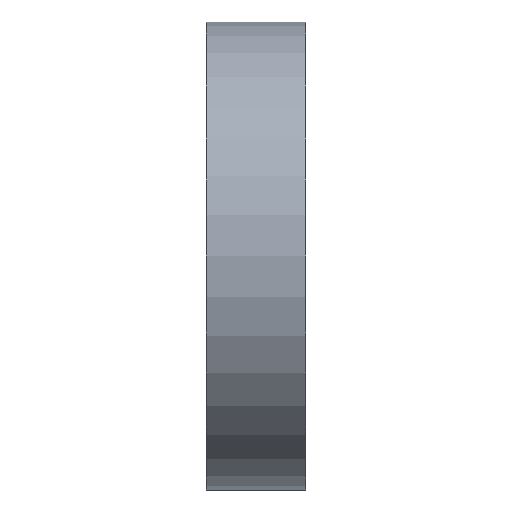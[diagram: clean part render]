
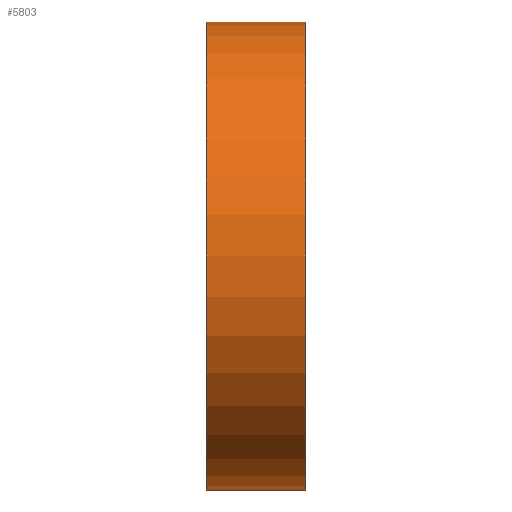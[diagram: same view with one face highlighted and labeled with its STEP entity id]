
A CAD part, left-side view. The second image highlights one B-rep face of the part: STEP entity #5803.
In plain terms, the highlighted cylindrical face has radius 15.008 mm (diameter 30.015 mm), a partial arc.
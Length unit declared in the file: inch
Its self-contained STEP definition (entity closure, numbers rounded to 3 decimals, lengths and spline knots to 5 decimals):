
#70 = VERTEX_POINT ( 'NONE', #2786 ) ;
#162 = EDGE_LOOP ( 'NONE', ( #8124, #1194, #3342, #784 ) ) ;
#237 = DIRECTION ( 'NONE',  ( 0., 0., 1. ) ) ;
#430 = DIRECTION ( 'NONE',  ( 0., 1., 0. ) ) ;
#587 = VERTEX_POINT ( 'NONE', #2110 ) ;
#784 = ORIENTED_EDGE ( 'NONE', *, *, #5148, .T. ) ;
#1039 = FACE_OUTER_BOUND ( 'NONE', #162, .T. ) ;
#1101 = EDGE_CURVE ( 'NONE', #7930, #70, #4995, .T. ) ;
#1194 = ORIENTED_EDGE ( 'NONE', *, *, #5200, .F. ) ;
#1726 = CIRCLE ( 'NONE', #3902, 0.59085 ) ;
#2110 = CARTESIAN_POINT ( 'NONE',  ( 0., 0., 0.59085 ) ) ;
#2786 = CARTESIAN_POINT ( 'NONE',  ( 0., 0.25, 0.59085 ) ) ;
#2984 = DIRECTION ( 'NONE',  ( 0., -1., 0. ) ) ;
#3342 = ORIENTED_EDGE ( 'NONE', *, *, #1101, .F. ) ;
#3902 = AXIS2_PLACEMENT_3D ( 'NONE', #4500, #430, #5193 ) ;
#3935 = VECTOR ( 'NONE', #7925, 39.37008 ) ;
#4304 = DIRECTION ( 'NONE',  ( 0., 1., 0. ) ) ;
#4447 = DIRECTION ( 'NONE',  ( 0., -1., 0. ) ) ;
#4500 = CARTESIAN_POINT ( 'NONE',  ( 0., 0., 0. ) ) ;
#4839 = EDGE_CURVE ( 'NONE', #5241, #587, #1726, .T. ) ;
#4959 = CARTESIAN_POINT ( 'NONE',  ( 0., 0.25, -0.59085 ) ) ;
#4995 = CIRCLE ( 'NONE', #8654, 0.59085 ) ;
#5131 = CARTESIAN_POINT ( 'NONE',  ( 0., 0.25, -0.59085 ) ) ;
#5148 = EDGE_CURVE ( 'NONE', #7930, #5241, #6144, .T. ) ;
#5193 = DIRECTION ( 'NONE',  ( 0., 0., 1. ) ) ;
#5200 = EDGE_CURVE ( 'NONE', #70, #587, #5737, .T. ) ;
#5241 = VERTEX_POINT ( 'NONE', #8647 ) ;
#5737 = LINE ( 'NONE', #6525, #3935 ) ;
#5803 = ADVANCED_FACE ( 'NONE', ( #1039 ), #6034, .T. ) ;
#6034 = CYLINDRICAL_SURFACE ( 'NONE', #8696, 0.59085 ) ;
#6144 = LINE ( 'NONE', #5131, #8406 ) ;
#6368 = DIRECTION ( 'NONE',  ( 0., 0., -1. ) ) ;
#6525 = CARTESIAN_POINT ( 'NONE',  ( 0., 0.25, 0.59085 ) ) ;
#7064 = CARTESIAN_POINT ( 'NONE',  ( 0., 0.25, 0. ) ) ;
#7925 = DIRECTION ( 'NONE',  ( 0., -1., 0. ) ) ;
#7930 = VERTEX_POINT ( 'NONE', #4959 ) ;
#8124 = ORIENTED_EDGE ( 'NONE', *, *, #4839, .T. ) ;
#8386 = CARTESIAN_POINT ( 'NONE',  ( 0., 0.25, 0. ) ) ;
#8406 = VECTOR ( 'NONE', #4447, 39.37008 ) ;
#8647 = CARTESIAN_POINT ( 'NONE',  ( 0., 0., -0.59085 ) ) ;
#8654 = AXIS2_PLACEMENT_3D ( 'NONE', #8386, #4304, #237 ) ;
#8696 = AXIS2_PLACEMENT_3D ( 'NONE', #7064, #2984, #6368 ) ;
